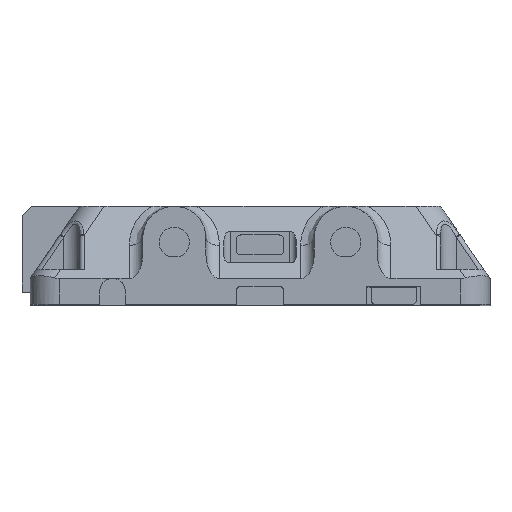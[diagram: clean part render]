
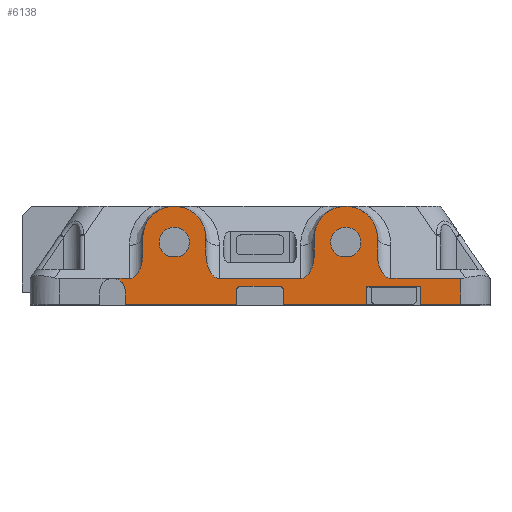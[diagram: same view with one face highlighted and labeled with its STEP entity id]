
A CAD part, top view. The second image highlights one B-rep face of the part: STEP entity #6138.
In plain terms, the highlighted planar face has unit normal (0, 0, 1).
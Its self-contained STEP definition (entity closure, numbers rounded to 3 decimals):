
#329=CIRCLE('',#6538,3.35);
#330=CIRCLE('',#6541,3.35);
#331=CIRCLE('',#6542,7.);
#332=CIRCLE('',#6544,2.8);
#333=CIRCLE('',#6545,1.);
#334=CIRCLE('',#6546,1.);
#335=CIRCLE('',#6548,7.);
#537=ELLIPSE('',#6543,5.4,3.);
#538=ELLIPSE('',#6547,5.4,3.);
#539=ELLIPSE('',#6549,5.4,3.);
#540=ELLIPSE('',#6550,5.4,3.);
#816=ORIENTED_EDGE('',*,*,#2682,.T.);
#817=ORIENTED_EDGE('',*,*,#2683,.T.);
#818=ORIENTED_EDGE('',*,*,#2684,.F.);
#819=ORIENTED_EDGE('',*,*,#2685,.T.);
#820=ORIENTED_EDGE('',*,*,#2686,.T.);
#821=ORIENTED_EDGE('',*,*,#2687,.T.);
#822=ORIENTED_EDGE('',*,*,#2688,.F.);
#823=ORIENTED_EDGE('',*,*,#2689,.T.);
#824=ORIENTED_EDGE('',*,*,#2690,.T.);
#825=ORIENTED_EDGE('',*,*,#2691,.T.);
#826=ORIENTED_EDGE('',*,*,#2692,.F.);
#827=ORIENTED_EDGE('',*,*,#2693,.T.);
#828=ORIENTED_EDGE('',*,*,#2694,.T.);
#829=ORIENTED_EDGE('',*,*,#2695,.T.);
#830=ORIENTED_EDGE('',*,*,#2696,.T.);
#831=ORIENTED_EDGE('',*,*,#2697,.T.);
#832=ORIENTED_EDGE('',*,*,#2698,.T.);
#833=ORIENTED_EDGE('',*,*,#2699,.T.);
#834=ORIENTED_EDGE('',*,*,#2700,.T.);
#835=ORIENTED_EDGE('',*,*,#2701,.T.);
#836=ORIENTED_EDGE('',*,*,#2702,.T.);
#837=ORIENTED_EDGE('',*,*,#2703,.F.);
#838=ORIENTED_EDGE('',*,*,#2704,.T.);
#839=ORIENTED_EDGE('',*,*,#2705,.T.);
#840=ORIENTED_EDGE('',*,*,#2706,.T.);
#841=ORIENTED_EDGE('',*,*,#2707,.F.);
#842=ORIENTED_EDGE('',*,*,#2708,.T.);
#843=ORIENTED_EDGE('',*,*,#2631,.F.);
#844=ORIENTED_EDGE('',*,*,#2709,.T.);
#845=ORIENTED_EDGE('',*,*,#2681,.T.);
#846=ORIENTED_EDGE('',*,*,#2679,.T.);
#2631=EDGE_CURVE('',#3565,#3566,#4169,.T.);
#2679=EDGE_CURVE('',#3607,#3609,#329,.T.);
#2681=EDGE_CURVE('',#3609,#3607,#4210,.T.);
#2682=EDGE_CURVE('',#3610,#3611,#330,.T.);
#2683=EDGE_CURVE('',#3611,#3610,#4211,.T.);
#2684=EDGE_CURVE('',#3612,#3613,#4212,.T.);
#2685=EDGE_CURVE('',#3612,#3614,#331,.T.);
#2686=EDGE_CURVE('',#3614,#3615,#4213,.T.);
#2687=EDGE_CURVE('',#3615,#3616,#537,.F.);
#2688=EDGE_CURVE('',#3617,#3616,#4214,.T.);
#2689=EDGE_CURVE('',#3617,#3618,#332,.T.);
#2690=EDGE_CURVE('',#3618,#3619,#4215,.T.);
#2691=EDGE_CURVE('',#3619,#3620,#4216,.T.);
#2692=EDGE_CURVE('',#3621,#3620,#4217,.T.);
#2693=EDGE_CURVE('',#3621,#3622,#333,.F.);
#2694=EDGE_CURVE('',#3622,#3623,#4218,.T.);
#2695=EDGE_CURVE('',#3623,#3624,#334,.F.);
#2696=EDGE_CURVE('',#3624,#3625,#4219,.T.);
#2697=EDGE_CURVE('',#3625,#3626,#4220,.T.);
#2698=EDGE_CURVE('',#3626,#3627,#4221,.T.);
#2699=EDGE_CURVE('',#3627,#3628,#4222,.T.);
#2700=EDGE_CURVE('',#3628,#3629,#4223,.T.);
#2701=EDGE_CURVE('',#3629,#3630,#4224,.T.);
#2702=EDGE_CURVE('',#3630,#3631,#4225,.T.);
#2703=EDGE_CURVE('',#3632,#3631,#4226,.T.);
#2704=EDGE_CURVE('',#3632,#3633,#538,.F.);
#2705=EDGE_CURVE('',#3633,#3634,#4227,.T.);
#2706=EDGE_CURVE('',#3634,#3635,#335,.T.);
#2707=EDGE_CURVE('',#3636,#3635,#4228,.T.);
#2708=EDGE_CURVE('',#3636,#3566,#539,.F.);
#2709=EDGE_CURVE('',#3565,#3613,#540,.F.);
#3565=VERTEX_POINT('',#9099);
#3566=VERTEX_POINT('',#9101);
#3607=VERTEX_POINT('',#9193);
#3609=VERTEX_POINT('',#9197);
#3610=VERTEX_POINT('',#9204);
#3611=VERTEX_POINT('',#9205);
#3612=VERTEX_POINT('',#9208);
#3613=VERTEX_POINT('',#9209);
#3614=VERTEX_POINT('',#9211);
#3615=VERTEX_POINT('',#9213);
#3616=VERTEX_POINT('',#9215);
#3617=VERTEX_POINT('',#9217);
#3618=VERTEX_POINT('',#9219);
#3619=VERTEX_POINT('',#9221);
#3620=VERTEX_POINT('',#9223);
#3621=VERTEX_POINT('',#9225);
#3622=VERTEX_POINT('',#9227);
#3623=VERTEX_POINT('',#9229);
#3624=VERTEX_POINT('',#9231);
#3625=VERTEX_POINT('',#9233);
#3626=VERTEX_POINT('',#9235);
#3627=VERTEX_POINT('',#9237);
#3628=VERTEX_POINT('',#9239);
#3629=VERTEX_POINT('',#9241);
#3630=VERTEX_POINT('',#9243);
#3631=VERTEX_POINT('',#9245);
#3632=VERTEX_POINT('',#9247);
#3633=VERTEX_POINT('',#9249);
#3634=VERTEX_POINT('',#9251);
#3635=VERTEX_POINT('',#9253);
#3636=VERTEX_POINT('',#9255);
#4169=LINE('',#9100,#4688);
#4210=LINE('',#9201,#4729);
#4211=LINE('',#9206,#4730);
#4212=LINE('',#9207,#4731);
#4213=LINE('',#9212,#4732);
#4214=LINE('',#9216,#4733);
#4215=LINE('',#9220,#4734);
#4216=LINE('',#9222,#4735);
#4217=LINE('',#9224,#4736);
#4218=LINE('',#9228,#4737);
#4219=LINE('',#9232,#4738);
#4220=LINE('',#9234,#4739);
#4221=LINE('',#9236,#4740);
#4222=LINE('',#9238,#4741);
#4223=LINE('',#9240,#4742);
#4224=LINE('',#9242,#4743);
#4225=LINE('',#9244,#4744);
#4226=LINE('',#9246,#4745);
#4227=LINE('',#9250,#4746);
#4228=LINE('',#9254,#4747);
#4688=VECTOR('',#7286,1000.);
#4729=VECTOR('',#7359,1000.);
#4730=VECTOR('',#7364,1000.);
#4731=VECTOR('',#7365,1000.);
#4732=VECTOR('',#7368,1000.);
#4733=VECTOR('',#7371,1000.);
#4734=VECTOR('',#7374,1000.);
#4735=VECTOR('',#7375,1000.);
#4736=VECTOR('',#7376,1000.);
#4737=VECTOR('',#7379,1000.);
#4738=VECTOR('',#7382,1000.);
#4739=VECTOR('',#7383,1000.);
#4740=VECTOR('',#7384,1000.);
#4741=VECTOR('',#7385,1000.);
#4742=VECTOR('',#7386,1000.);
#4743=VECTOR('',#7387,1000.);
#4744=VECTOR('',#7388,1000.);
#4745=VECTOR('',#7389,1000.);
#4746=VECTOR('',#7392,1000.);
#4747=VECTOR('',#7395,1000.);
#5133=EDGE_LOOP('',(#816,#817));
#5134=EDGE_LOOP('',(#818,#819,#820,#821,#822,#823,#824,#825,#826,#827,#828,
#829,#830,#831,#832,#833,#834,#835,#836,#837,#838,#839,#840,#841,#842,#843,
#844));
#5135=EDGE_LOOP('',(#845,#846));
#5552=FACE_BOUND('',#5133,.T.);
#5553=FACE_BOUND('',#5134,.T.);
#5554=FACE_BOUND('',#5135,.T.);
#5963=PLANE('',#6540);
#6138=ADVANCED_FACE('',(#5552,#5553,#5554),#5963,.T.);
#6538=AXIS2_PLACEMENT_3D('',#9198,#7354,#7355);
#6540=AXIS2_PLACEMENT_3D('',#9202,#7360,#7361);
#6541=AXIS2_PLACEMENT_3D('',#9203,#7362,#7363);
#6542=AXIS2_PLACEMENT_3D('',#9210,#7366,#7367);
#6543=AXIS2_PLACEMENT_3D('',#9214,#7369,#7370);
#6544=AXIS2_PLACEMENT_3D('',#9218,#7372,#7373);
#6545=AXIS2_PLACEMENT_3D('',#9226,#7377,#7378);
#6546=AXIS2_PLACEMENT_3D('',#9230,#7380,#7381);
#6547=AXIS2_PLACEMENT_3D('',#9248,#7390,#7391);
#6548=AXIS2_PLACEMENT_3D('',#9252,#7393,#7394);
#6549=AXIS2_PLACEMENT_3D('',#9256,#7396,#7397);
#6550=AXIS2_PLACEMENT_3D('',#9257,#7398,#7399);
#7286=DIRECTION('',(1.,0.,0.));
#7354=DIRECTION('',(0.,0.,-1.));
#7355=DIRECTION('',(0.,-1.,0.));
#7359=DIRECTION('',(-1.,0.,0.));
#7360=DIRECTION('',(0.,0.,1.));
#7361=DIRECTION('',(1.,0.,0.));
#7362=DIRECTION('',(0.,0.,-1.));
#7363=DIRECTION('',(0.,-1.,0.));
#7364=DIRECTION('',(-1.,0.,0.));
#7365=DIRECTION('',(0.,-1.,0.));
#7366=DIRECTION('',(0.,0.,1.));
#7367=DIRECTION('',(1.,0.,0.));
#7368=DIRECTION('',(0.,-1.,0.));
#7369=DIRECTION('',(0.,0.,1.));
#7370=DIRECTION('',(0.,-1.,0.));
#7371=DIRECTION('',(1.,0.,0.));
#7372=DIRECTION('',(0.,0.,-1.));
#7373=DIRECTION('',(-1.,0.,0.));
#7374=DIRECTION('',(0.,-1.,0.));
#7375=DIRECTION('',(1.,0.,0.));
#7376=DIRECTION('',(0.,-1.,0.));
#7377=DIRECTION('',(0.,0.,1.));
#7378=DIRECTION('',(1.,0.,0.));
#7379=DIRECTION('',(1.,0.,0.));
#7380=DIRECTION('',(0.,0.,1.));
#7381=DIRECTION('',(1.,0.,0.));
#7382=DIRECTION('',(0.,-1.,0.));
#7383=DIRECTION('',(1.,0.,0.));
#7384=DIRECTION('',(0.,1.,0.));
#7385=DIRECTION('',(1.,0.,0.));
#7386=DIRECTION('',(0.,-1.,0.));
#7387=DIRECTION('',(1.,0.,0.));
#7388=DIRECTION('',(0.,1.,0.));
#7389=DIRECTION('',(1.,0.,0.));
#7390=DIRECTION('',(0.,0.,1.));
#7391=DIRECTION('',(0.,1.,0.));
#7392=DIRECTION('',(0.,1.,0.));
#7393=DIRECTION('',(0.,0.,1.));
#7394=DIRECTION('',(1.,0.,0.));
#7395=DIRECTION('',(0.,1.,0.));
#7396=DIRECTION('',(0.,0.,1.));
#7397=DIRECTION('',(0.,-1.,0.));
#7398=DIRECTION('',(0.,0.,1.));
#7399=DIRECTION('',(0.,1.,0.));
#9099=CARTESIAN_POINT('',(-9.,0.,85.69));
#9100=CARTESIAN_POINT('',(-50.95,0.,85.69));
#9101=CARTESIAN_POINT('',(9.,0.,85.69));
#9193=CARTESIAN_POINT('',(-20.27,4.9,85.69));
#9197=CARTESIAN_POINT('',(-17.73,4.9,85.69));
#9198=CARTESIAN_POINT('',(-19.,8.,85.69));
#9201=CARTESIAN_POINT('',(-17.73,4.9,85.69));
#9202=CARTESIAN_POINT('',(-50.95,-5.75,85.69));
#9203=CARTESIAN_POINT('',(19.,8.,85.69));
#9204=CARTESIAN_POINT('',(17.73,4.9,85.69));
#9205=CARTESIAN_POINT('',(20.27,4.9,85.69));
#9206=CARTESIAN_POINT('',(17.73,4.9,85.69));
#9207=CARTESIAN_POINT('',(-12.,16.,85.69));
#9208=CARTESIAN_POINT('',(-12.,9.,85.69));
#9209=CARTESIAN_POINT('',(-12.,5.4,85.69));
#9210=CARTESIAN_POINT('',(-19.,9.,85.69));
#9211=CARTESIAN_POINT('',(-26.,9.,85.69));
#9212=CARTESIAN_POINT('',(-26.,16.,85.69));
#9213=CARTESIAN_POINT('',(-26.,5.4,85.69));
#9214=CARTESIAN_POINT('',(-29.,5.4,85.69));
#9215=CARTESIAN_POINT('',(-29.,0.,85.69));
#9216=CARTESIAN_POINT('',(-50.95,0.,85.69));
#9217=CARTESIAN_POINT('',(-32.173,0.,85.69));
#9218=CARTESIAN_POINT('',(-32.7,-2.75,85.69));
#9219=CARTESIAN_POINT('',(-29.9,-2.75,85.69));
#9220=CARTESIAN_POINT('',(-29.9,-2.75,85.69));
#9221=CARTESIAN_POINT('',(-29.9,-5.75,85.69));
#9222=CARTESIAN_POINT('',(-50.95,-5.75,85.69));
#9223=CARTESIAN_POINT('',(-5.25,-5.75,85.69));
#9224=CARTESIAN_POINT('',(-5.25,-1.75,85.69));
#9225=CARTESIAN_POINT('',(-5.25,-2.75,85.69));
#9226=CARTESIAN_POINT('',(-4.25,-2.75,85.69));
#9227=CARTESIAN_POINT('',(-4.25,-1.75,85.69));
#9228=CARTESIAN_POINT('',(-5.25,-1.75,85.69));
#9229=CARTESIAN_POINT('',(4.25,-1.75,85.69));
#9230=CARTESIAN_POINT('',(4.25,-2.75,85.69));
#9231=CARTESIAN_POINT('',(5.25,-2.75,85.69));
#9232=CARTESIAN_POINT('',(5.25,-1.75,85.69));
#9233=CARTESIAN_POINT('',(5.25,-5.75,85.69));
#9234=CARTESIAN_POINT('',(-50.95,-5.75,85.69));
#9235=CARTESIAN_POINT('',(23.65,-5.75,85.69));
#9236=CARTESIAN_POINT('',(23.65,-1.91,85.69));
#9237=CARTESIAN_POINT('',(23.65,-1.75,85.69));
#9238=CARTESIAN_POINT('',(23.65,-1.75,85.69));
#9239=CARTESIAN_POINT('',(35.65,-1.75,85.69));
#9240=CARTESIAN_POINT('',(35.65,-1.75,85.69));
#9241=CARTESIAN_POINT('',(35.65,-5.75,85.69));
#9242=CARTESIAN_POINT('',(-50.95,-5.75,85.69));
#9243=CARTESIAN_POINT('',(44.45,-5.75,85.69));
#9244=CARTESIAN_POINT('',(44.45,-5.75,85.69));
#9245=CARTESIAN_POINT('',(44.45,0.,85.69));
#9246=CARTESIAN_POINT('',(-50.95,0.,85.69));
#9247=CARTESIAN_POINT('',(29.,0.,85.69));
#9248=CARTESIAN_POINT('',(29.,5.4,85.69));
#9249=CARTESIAN_POINT('',(26.,5.4,85.69));
#9250=CARTESIAN_POINT('',(26.,0.,85.69));
#9251=CARTESIAN_POINT('',(26.,9.,85.69));
#9252=CARTESIAN_POINT('',(19.,9.,85.69));
#9253=CARTESIAN_POINT('',(12.,9.,85.69));
#9254=CARTESIAN_POINT('',(12.,0.,85.69));
#9255=CARTESIAN_POINT('',(12.,5.4,85.69));
#9256=CARTESIAN_POINT('',(9.,5.4,85.69));
#9257=CARTESIAN_POINT('',(-9.,5.4,85.69));
